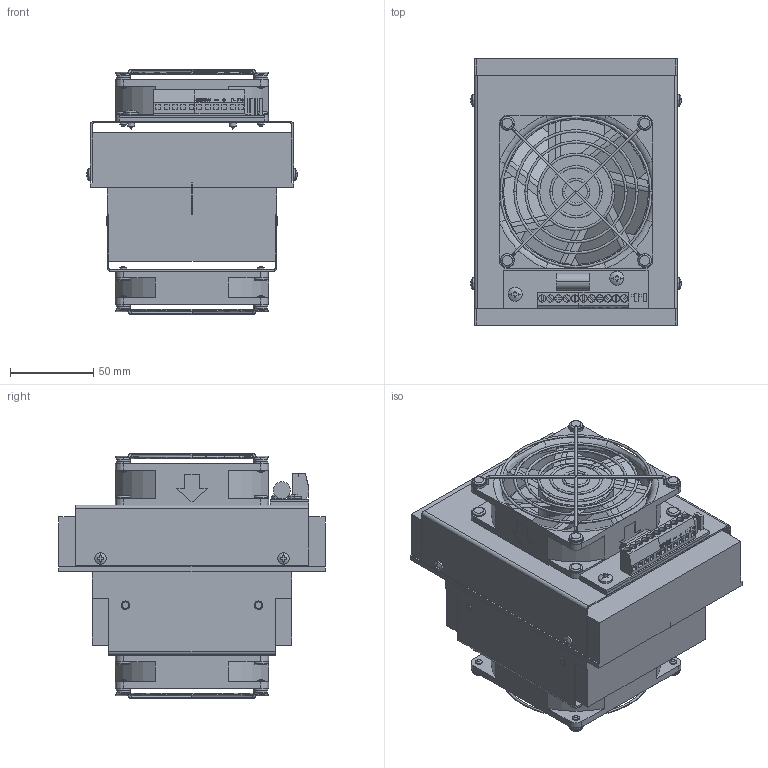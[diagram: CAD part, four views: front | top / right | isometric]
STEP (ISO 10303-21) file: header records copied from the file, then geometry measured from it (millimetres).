
FILE_DESCRIPTION (( 'STEP AP214' ), '1' );
FILE_NAME ('AA-040-12-22-00-00.STEP', '2018-12-15T04:12:12', ( '' ), ( '' ), 'SwSTEP 2.0', 'SolidWorks 2016', '' );
FILE_SCHEMA (( 'AUTOMOTIVE_DESIGN' ));
Length unit declared in the file: millimetre
Products named in the file (1): AA-040-12-22-00-00
Bounding box: 126.62 x 160 x 146.88 mm (x, y, z)
Surface area: 217708.1 mm2 (no closed solid volume)
Topology: 0 solids, 230 shells, 1045 faces, 3419 edges, 2647 vertices
Faces by surface type: plane 532, cylinder 292, torus 120, bspline 65, cone 36
Entity records: 45806 total; most frequent: CARTESIAN_POINT 12945, DIRECTION 5813, ORIENTED_EDGE 5610, EDGE_CURVE 3415, VERTEX_POINT 2647, AXIS2_PLACEMENT_3D 1954, LINE 1905, VECTOR 1905
